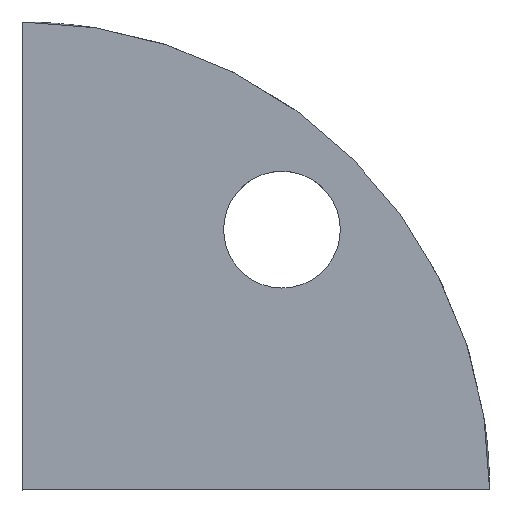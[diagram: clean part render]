
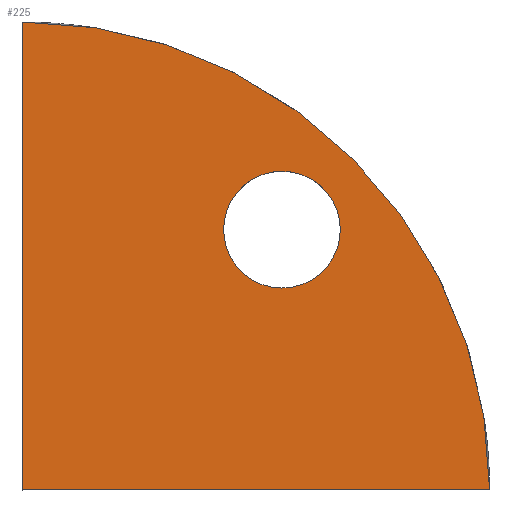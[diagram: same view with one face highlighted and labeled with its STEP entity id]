
A CAD part, top view. The second image highlights one B-rep face of the part: STEP entity #225.
In plain terms, the highlighted planar face has unit normal (0, 0, 1).
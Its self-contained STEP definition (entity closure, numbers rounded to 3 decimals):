
#23=LINE('',#386,#32);
#25=LINE('',#389,#34);
#32=VECTOR('',#319,36.);
#34=VECTOR('',#323,36.);
#41=PLANE('',#259);
#52=FACE_BOUND('',#91,.T.);
#67=FACE_OUTER_BOUND('',#90,.T.);
#90=EDGE_LOOP('',(#192,#193,#194));
#91=EDGE_LOOP('',(#195));
#98=CIRCLE('',#234,4.5);
#109=CIRCLE('',#258,36.);
#112=VERTEX_POINT('',#344);
#124=VERTEX_POINT('',#375);
#126=VERTEX_POINT('',#381);
#127=VERTEX_POINT('',#385);
#130=EDGE_CURVE('',#112,#112,#98,.T.);
#148=EDGE_CURVE('',#126,#127,#23,.T.);
#150=EDGE_CURVE('',#127,#124,#25,.T.);
#152=EDGE_CURVE('',#124,#126,#109,.T.);
#192=ORIENTED_EDGE('',*,*,#152,.F.);
#193=ORIENTED_EDGE('',*,*,#150,.F.);
#194=ORIENTED_EDGE('',*,*,#148,.F.);
#195=ORIENTED_EDGE('',*,*,#130,.T.);
#225=ADVANCED_FACE('',(#67,#52),#41,.T.);
#234=AXIS2_PLACEMENT_3D('',#345,#272,#273);
#258=AXIS2_PLACEMENT_3D('',#392,#328,#329);
#259=AXIS2_PLACEMENT_3D('',#393,#330,#331);
#272=DIRECTION('center_axis',(0.,0.,-1.));
#273=DIRECTION('ref_axis',(1.,0.,0.));
#319=DIRECTION('',(-1.,0.,0.));
#323=DIRECTION('',(0.,1.,0.));
#328=DIRECTION('center_axis',(0.,0.,-1.));
#329=DIRECTION('ref_axis',(-1.,0.,0.));
#330=DIRECTION('center_axis',(0.,0.,1.));
#331=DIRECTION('ref_axis',(1.,0.,0.));
#344=CARTESIAN_POINT('',(15.5,20.,0.));
#345=CARTESIAN_POINT('Origin',(20.,20.,0.));
#375=CARTESIAN_POINT('',(0.,36.,0.));
#381=CARTESIAN_POINT('',(36.,0.,0.));
#385=CARTESIAN_POINT('',(0.,0.,0.));
#386=CARTESIAN_POINT('',(36.,0.,0.));
#389=CARTESIAN_POINT('',(0.,0.,0.));
#392=CARTESIAN_POINT('Origin',(0.,0.,
0.));
#393=CARTESIAN_POINT('Origin',(14.159,14.159,0.));
